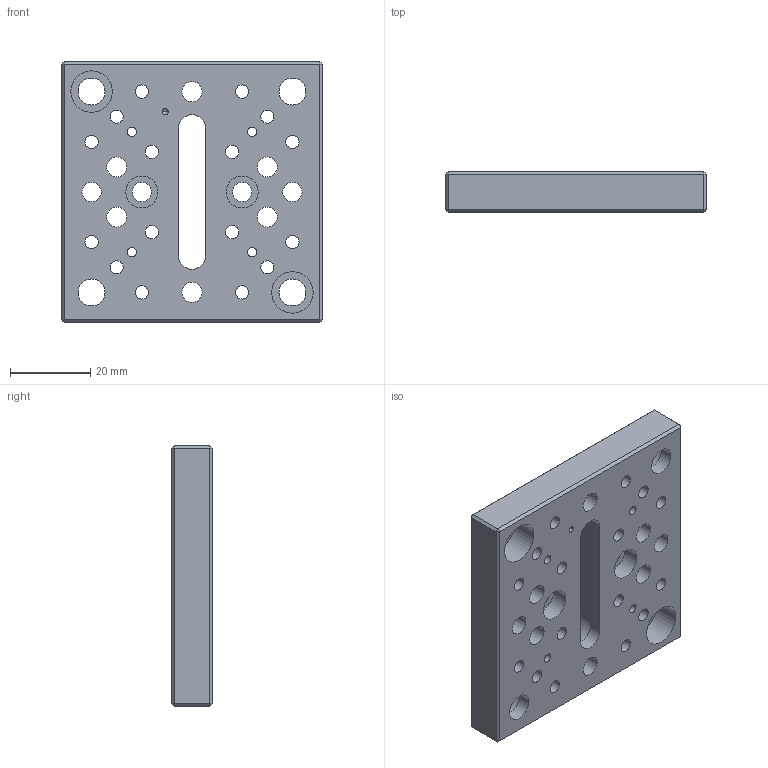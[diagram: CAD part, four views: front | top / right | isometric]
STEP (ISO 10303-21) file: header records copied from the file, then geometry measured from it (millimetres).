
FILE_DESCRIPTION (( 'STEP AP214' ), '1' );
FILE_NAME ('TTN021566-E0W.STEP', '2015-10-28T17:21:32', ( 'admin' ), ( '' ), 'SwSTEP 2.0', 'SolidWorks 2014', '' );
FILE_SCHEMA (( 'AUTOMOTIVE_DESIGN' ));
Length unit declared in the file: millimetre
Products named in the file (1): TTN021566-E0W
Bounding box: 65 x 10 x 65 mm (x, y, z)
Volume: 31871.5 mm3; surface area: 15101.7 mm2
Topology: 1 solids, 1 shells, 368 faces, 981 edges, 645 vertices
Faces by surface type: plane 191, cylinder 88, bspline 87, cone 2
Entity records: 17485 total; most frequent: CARTESIAN_POINT 4528, ORIENTED_EDGE 1958, DIRECTION 1547, EDGE_CURVE 979, VERTEX_POINT 645, VECTOR 627, LINE 627, EDGE_LOOP 470
